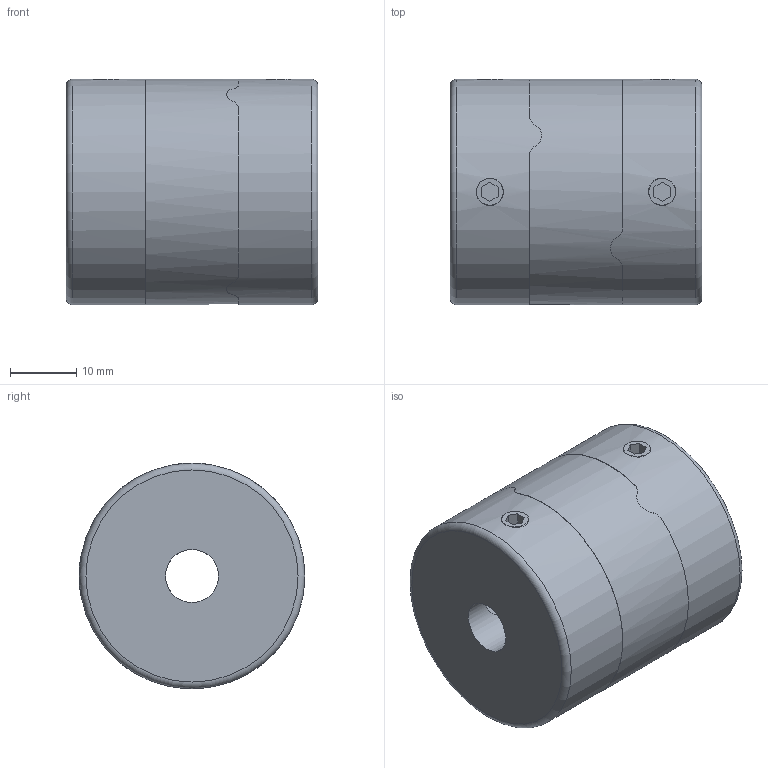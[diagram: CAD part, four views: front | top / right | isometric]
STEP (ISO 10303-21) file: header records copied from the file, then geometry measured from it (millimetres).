
FILE_DESCRIPTION(/* description */ ('STEP AP214'),/* implementation_level */ '2;1');
FILE_NAME(/* name */ 'XGT-34-8-8',/* time_stamp */ '2024-06-05T11:04:41+02:00',/* author */ ('License CC BY-ND 4.0'),/* organization */ ('CADENAS'),/* preprocessor_version */ 'ST-DEVELOPER v19.3',/* originating_system */ 'PARTsolutions',/* authorisation */ ' ');
FILE_SCHEMA (('AUTOMOTIVE_DESIGN {1 0 10303 214 3 1 1}'));
Length unit declared in the file: millimetre
Products named in the file (6): XGT-34-8-8; XGT-34 - 8-8 - Hub 1; XGT-34 - 8-8 - rubber1; XGT-34 - 8-8 - Hub 2; XGT-34 - 8-8 -bolt2; XGT-34 - 8-8 -bolt
Assembly tree (7 placements, depth 2):
  XGT-34-8-8
    XGT-34 - 8-8 - Hub 1
    XGT-34 - 8-8 - rubber1
    XGT-34 - 8-8 - Hub 2
    XGT-34 - 8-8 -bolt2  x2
    XGT-34 - 8-8 -bolt  x2
Bounding box: 38 x 34 x 34 mm (x, y, z)
Volume: 32274.4 mm3; surface area: 11628.1 mm2
Topology: 7 solids, 7 shells, 86 faces, 198 edges, 128 vertices
Faces by surface type: plane 58, cylinder 18, cone 8, torus 2
Full cylindrical faces by diameter (mm): 4.134 x4, 5 x4, 8 x2, 9 x1, 34 x3
Entity records: 1928 total; most frequent: CARTESIAN_POINT 422, DIRECTION 288, ORIENTED_EDGE 240, EDGE_CURVE 120, AXIS2_PLACEMENT_3D 116, EDGE_LOOP 96, FACE_BOUND 96, VERTEX_POINT 88
